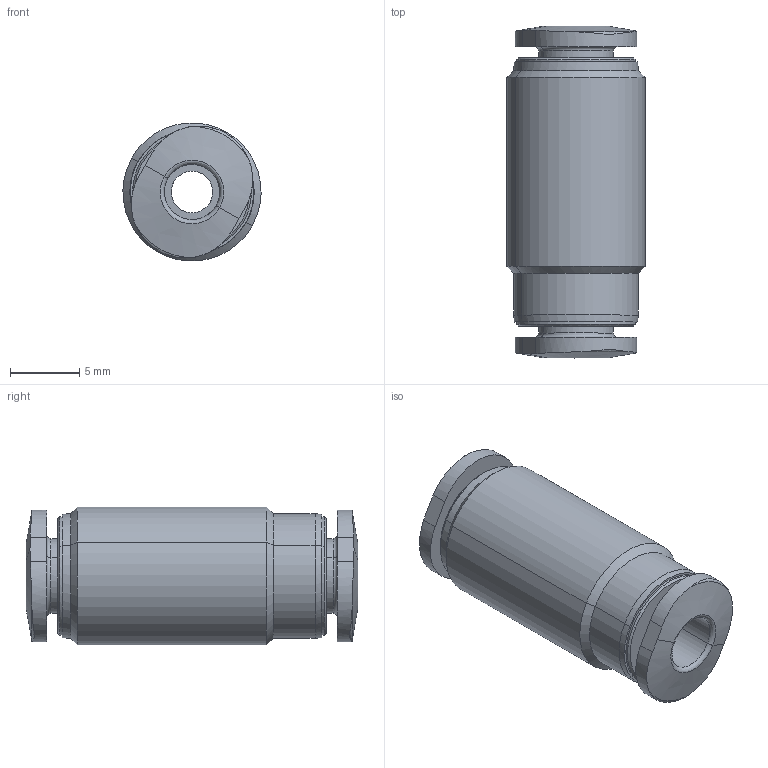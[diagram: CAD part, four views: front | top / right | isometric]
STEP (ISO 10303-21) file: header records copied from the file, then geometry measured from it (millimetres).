
FILE_DESCRIPTION(('FreeCAD Model'),'2;1');
FILE_NAME('153376_QSMS-4_6_01.stp','2016-01-27T22:40:58',('FreeCAD'),('FreeCAD'), 'Open CASCADE STEP processor 6.8','FreeCAD','Unknown');
FILE_SCHEMA(('AUTOMOTIVE_DESIGN_CC2 { 1 2 10303 214 -1 1 5 4 }'));
Length unit declared in the file: millimetre
Products named in the file (1): Open CASCADE STEP translator 6.8 149
Bounding box: 10 x 24 x 9.98 mm (x, y, z)
Volume: 1351.2 mm3; surface area: 1256.3 mm2
Topology: 1 solids, 1 shells, 62 faces, 140 edges, 86 vertices
Faces by surface type: bspline 50, plane 12
Entity records: 9340 total; most frequent: CARTESIAN_POINT 7549, B_SPLINE_CURVE_WITH_KNOTS 318, ORIENTED_EDGE 280, PCURVE 280, DEFINITIONAL_REPRESENTATION 280, EDGE_CURVE 140, SURFACE_CURVE 140, VERTEX_POINT 86
